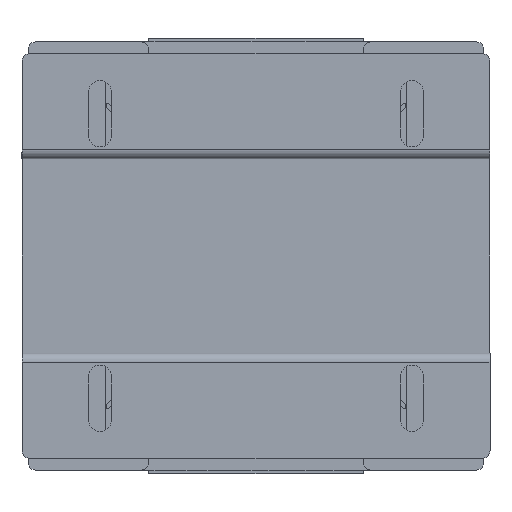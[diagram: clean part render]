
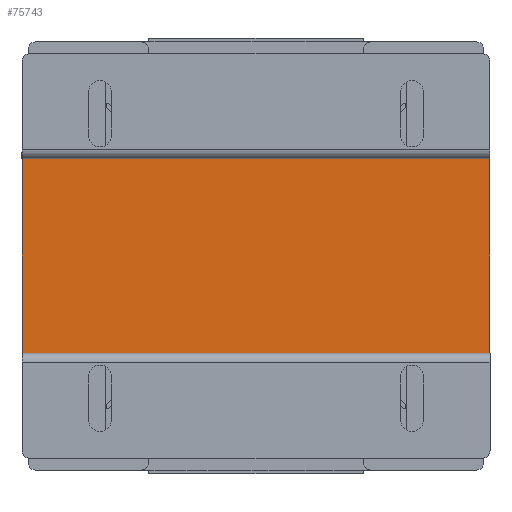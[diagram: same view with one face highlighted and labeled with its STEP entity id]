
A CAD part, front view. The second image highlights one B-rep face of the part: STEP entity #75743.
In plain terms, the highlighted planar face has unit normal (0, -1, 0).
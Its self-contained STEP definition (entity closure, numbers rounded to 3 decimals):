
#3719 = PLANE ( 'NONE',  #33685 ) ;
#6589 = ORIENTED_EDGE ( 'NONE', *, *, #56090, .T. ) ;
#6823 = CARTESIAN_POINT ( 'NONE',  ( 109.961, 7.123, 118.011 ) ) ;
#7278 = LINE ( 'NONE', #80344, #35069 ) ;
#14472 = VERTEX_POINT ( 'NONE', #30350 ) ;
#15215 = EDGE_CURVE ( 'NONE', #121753, #14472, #7278, .T. ) ;
#24907 = EDGE_CURVE ( 'NONE', #73346, #14472, #102708, .T. ) ;
#30350 = CARTESIAN_POINT ( 'NONE',  ( 109.961, 7.123, 68.227 ) ) ;
#33685 = AXIS2_PLACEMENT_3D ( 'NONE', #6823, #44214, #79879 ) ;
#35069 = VECTOR ( 'NONE', #81126, 1000. ) ;
#40993 = CARTESIAN_POINT ( 'NONE',  ( 109.961, 7.123, 118.011 ) ) ;
#42557 = DIRECTION ( 'NONE',  ( 1., 0., 0. ) ) ;
#42765 = EDGE_CURVE ( 'NONE', #120218, #73346, #54431, .T. ) ;
#43087 = VECTOR ( 'NONE', #42557, 1000. ) ;
#43239 = DIRECTION ( 'NONE',  ( 0., 0., -1. ) ) ;
#44214 = DIRECTION ( 'NONE',  ( 0., 1., 0. ) ) ;
#45518 = VECTOR ( 'NONE', #156411, 1000. ) ;
#53224 = LINE ( 'NONE', #108182, #45518 ) ;
#54431 = LINE ( 'NONE', #40993, #43087 ) ;
#56090 = EDGE_CURVE ( 'NONE', #120218, #121753, #53224, .T. ) ;
#59175 = ORIENTED_EDGE ( 'NONE', *, *, #42765, .F. ) ;
#64996 = CARTESIAN_POINT ( 'NONE',  ( -10.039, 7.123, 68.227 ) ) ;
#73346 = VERTEX_POINT ( 'NONE', #135885 ) ;
#75007 = VECTOR ( 'NONE', #43239, 1000. ) ;
#75191 = FACE_OUTER_BOUND ( 'NONE', #116860, .T. ) ;
#75743 = ADVANCED_FACE ( 'NONE', ( #75191 ), #3719, .F. ) ;
#79879 = DIRECTION ( 'NONE',  ( -1., 0., 0. ) ) ;
#80344 = CARTESIAN_POINT ( 'NONE',  ( 109.961, 7.123, 68.227 ) ) ;
#81126 = DIRECTION ( 'NONE',  ( 1., 0., 0. ) ) ;
#102708 = LINE ( 'NONE', #115349, #75007 ) ;
#108182 = CARTESIAN_POINT ( 'NONE',  ( -10.039, 7.123, 118.011 ) ) ;
#113904 = CARTESIAN_POINT ( 'NONE',  ( -10.039, 7.123, 118.011 ) ) ;
#115349 = CARTESIAN_POINT ( 'NONE',  ( 109.961, 7.123, 118.011 ) ) ;
#116860 = EDGE_LOOP ( 'NONE', ( #123088, #155767, #59175, #6589 ) ) ;
#120218 = VERTEX_POINT ( 'NONE', #113904 ) ;
#121753 = VERTEX_POINT ( 'NONE', #64996 ) ;
#123088 = ORIENTED_EDGE ( 'NONE', *, *, #15215, .T. ) ;
#135885 = CARTESIAN_POINT ( 'NONE',  ( 109.961, 7.123, 118.011 ) ) ;
#155767 = ORIENTED_EDGE ( 'NONE', *, *, #24907, .F. ) ;
#156411 = DIRECTION ( 'NONE',  ( 0., 0., -1. ) ) ;
